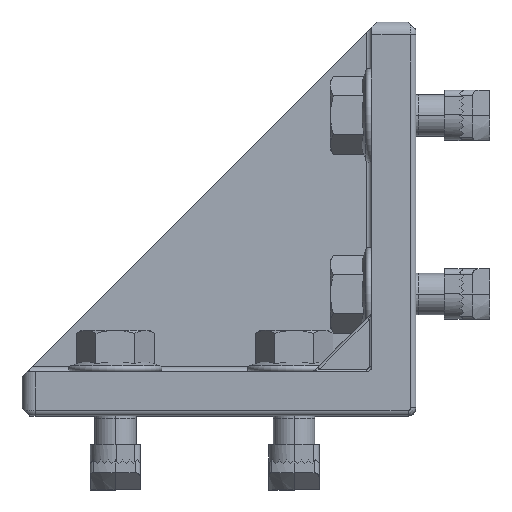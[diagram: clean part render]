
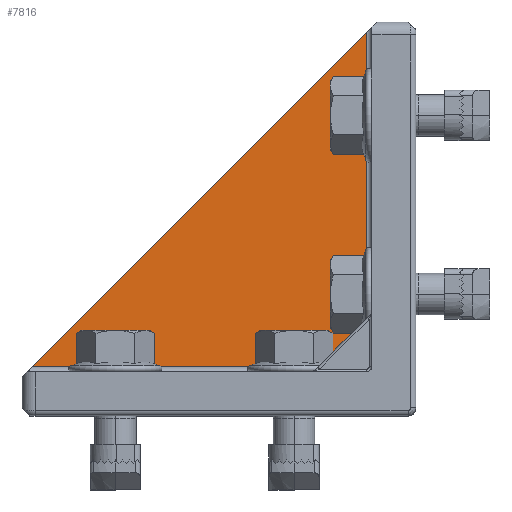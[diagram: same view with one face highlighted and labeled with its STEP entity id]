
A CAD part, top view. The second image highlights one B-rep face of the part: STEP entity #7816.
In plain terms, the highlighted planar face has unit normal (-0.012, 0.012, 1).
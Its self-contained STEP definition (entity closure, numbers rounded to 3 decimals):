
#613=CARTESIAN_POINT('',(-74.012,9.488,-13.));
#653=CARTESIAN_POINT('',(-9.488,74.012,-13.));
#663=DIRECTION('',(-1.,0.,-0.012));
#664=VECTOR('',#663,64.53);
#665=CARTESIAN_POINT('',(-9.488,9.488,-12.204));
#666=LINE('',#665,#664);
#670=DIRECTION('',(0.707,0.707,0.));
#671=VECTOR('',#670,91.252);
#672=CARTESIAN_POINT('',(-74.012,9.488,-13.));
#673=LINE('',#672,#671);
#677=DIRECTION('',(0.,-1.,0.012));
#678=VECTOR('',#677,64.53);
#679=CARTESIAN_POINT('',(-9.488,74.012,-13.));
#680=LINE('',#679,#678);
#6800=CARTESIAN_POINT('',(-9.488,9.488,
-12.204));
#6801=VERTEX_POINT('',#6800);
#6802=VERTEX_POINT('',#613);
#6803=VERTEX_POINT('',#653);
#7806=CARTESIAN_POINT('',(-76.,7.5,-13.));
#7807=DIRECTION('',(-0.012,0.012,1.));
#7808=DIRECTION('',(0.707,0.707,0.));
#7809=AXIS2_PLACEMENT_3D('',#7806,#7807,#7808);
#7810=PLANE('',#7809);
#7811=ORIENTED_EDGE('',*,*,#7753,.T.);
#7812=ORIENTED_EDGE('',*,*,#7768,.T.);
#7813=ORIENTED_EDGE('',*,*,#7799,.T.);
#7814=EDGE_LOOP('',(#7811,#7812,#7813));
#7815=FACE_OUTER_BOUND('',#7814,.F.);
#7753=EDGE_CURVE('',#6801,#6802,#666,.T.);
#7768=EDGE_CURVE('',#6802,#6803,#673,.T.);
#7799=EDGE_CURVE('',#6803,#6801,#680,.T.);
#7816=ADVANCED_FACE('',(#7815),#7810,.T.);
